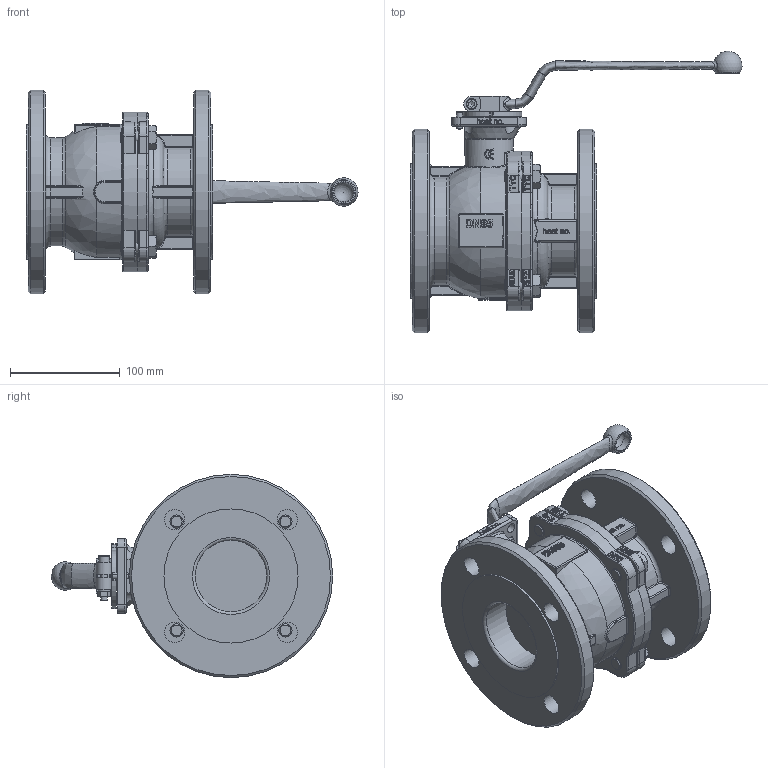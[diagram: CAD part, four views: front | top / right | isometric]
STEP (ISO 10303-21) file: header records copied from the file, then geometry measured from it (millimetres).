
FILE_DESCRIPTION(/* description */ (''),/* implementation_level */ '2;1');
FILE_NAME(/* name */ '71M_71MS_PN16_R27_65.stp',/* time_stamp */ '2021-06-16T10:03:57+02:00',/* author */ ('sga-ext'),/* organization */ (''),/* preprocessor_version */ 'ST-DEVELOPER v18.1',/* originating_system */ 'Autodesk Inventor 2021',/* authorisation */ '');
FILE_SCHEMA (('AUTOMOTIVE_DESIGN { 1 0 10303 214 3 1 1 }'));
Length unit declared in the file: millimetre
Products named in the file (1): ENG-069065
Bounding box: 301.96 x 255.97 x 185 mm (x, y, z)
Volume: 2154222.5 mm3; surface area: 241276.3 mm2
Topology: 2 solids, 2 shells, 1183 faces, 3110 edges, 1956 vertices
Faces by surface type: plane 496, bspline 294, cylinder 227, torus 92, cone 59, sphere 15
Full cylindrical faces by diameter (mm): 4 x2, 6 x2, 6.5 x2, 9 x4, 10 x1, 11.053 x4, 12 x8, 13.5 x4, 17.2 x4, 18 x1, 18.5 x8, 22 x1, 22.3 x1, 44 x1, 65 x2, 122 x2, 185 x2
Entity records: 44992 total; most frequent: CARTESIAN_POINT 16567, ORIENTED_EDGE 6178, DIRECTION 4793, EDGE_CURVE 3089, VERTEX_POINT 1958, AXIS2_PLACEMENT_3D 1637, LINE 1519, VECTOR 1519
